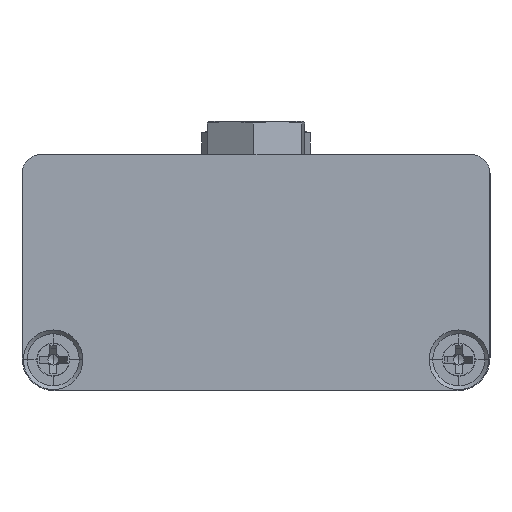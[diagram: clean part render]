
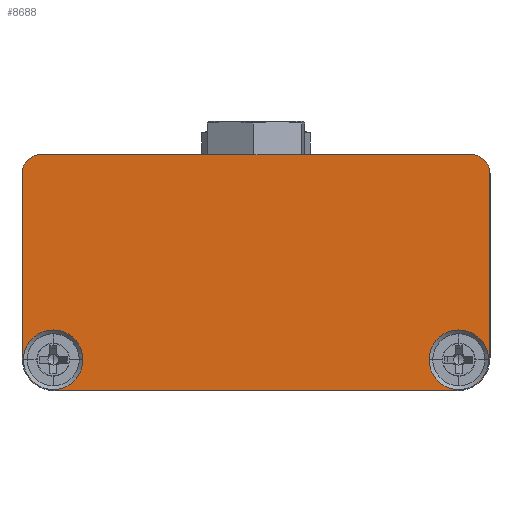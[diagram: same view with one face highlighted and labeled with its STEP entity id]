
A CAD part, front view. The second image highlights one B-rep face of the part: STEP entity #8688.
In plain terms, the highlighted face is planar.
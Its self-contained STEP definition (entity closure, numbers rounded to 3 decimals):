
#14 = VERTEX_POINT ( 'NONE', #8473 ) ;
#172 = DIRECTION ( 'NONE',  ( 1., 0., 0. ) ) ;
#207 = AXIS2_PLACEMENT_3D ( 'NONE', #6407, #10636, #4468 ) ;
#324 = VERTEX_POINT ( 'NONE', #12086 ) ;
#484 = EDGE_CURVE ( 'NONE', #12618, #14, #11405, .T. ) ;
#975 = CARTESIAN_POINT ( 'NONE',  ( 24.75, 10.5, 3. ) ) ;
#981 = CARTESIAN_POINT ( 'NONE',  ( -21.25, -12.5, 3. ) ) ;
#1069 = AXIS2_PLACEMENT_3D ( 'NONE', #9854, #2881, #7739 ) ;
#1078 = EDGE_CURVE ( 'NONE', #12067, #324, #7203, .T. ) ;
#1340 = EDGE_CURVE ( 'NONE', #10191, #6750, #10352, .T. ) ;
#1429 = CARTESIAN_POINT ( 'NONE',  ( 24.75, -12.5, 3. ) ) ;
#1681 = DIRECTION ( 'NONE',  ( 0., 0., 1. ) ) ;
#1689 = CIRCLE ( 'NONE', #1069, 3.15 ) ;
#1703 = AXIS2_PLACEMENT_3D ( 'NONE', #8118, #9109, #3140 ) ;
#1740 = ORIENTED_EDGE ( 'NONE', *, *, #12518, .T. ) ;
#1902 = ORIENTED_EDGE ( 'NONE', *, *, #484, .T. ) ;
#1921 = VECTOR ( 'NONE', #4731, 1000. ) ;
#1934 = LINE ( 'NONE', #13003, #1921 ) ;
#2133 = ORIENTED_EDGE ( 'NONE', *, *, #11204, .T. ) ;
#2205 = CARTESIAN_POINT ( 'NONE',  ( -24.75, 10.5, 3. ) ) ;
#2229 = CARTESIAN_POINT ( 'NONE',  ( -21.45, -9.2, 3. ) ) ;
#2348 = FACE_BOUND ( 'NONE', #10428, .T. ) ;
#2399 = DIRECTION ( 'NONE',  ( 0., -1., 0. ) ) ;
#2493 = CIRCLE ( 'NONE', #9286, 3.15 ) ;
#2494 = LINE ( 'NONE', #1429, #8731 ) ;
#2574 = EDGE_CURVE ( 'NONE', #11080, #11396, #1689, .T. ) ;
#2742 = ORIENTED_EDGE ( 'NONE', *, *, #1340, .T. ) ;
#2881 = DIRECTION ( 'NONE',  ( 0., 0., 1. ) ) ;
#3074 = CARTESIAN_POINT ( 'NONE',  ( -24.75, -9., 3. ) ) ;
#3092 = FACE_BOUND ( 'NONE', #3685, .T. ) ;
#3140 = DIRECTION ( 'NONE',  ( 1., 0., 0. ) ) ;
#3293 = CIRCLE ( 'NONE', #6053, 2. ) ;
#3347 = EDGE_CURVE ( 'NONE', #10164, #10191, #7444, .T. ) ;
#3411 = CIRCLE ( 'NONE', #1703, 3.5 ) ;
#3676 = VECTOR ( 'NONE', #6818, 1000. ) ;
#3685 = EDGE_LOOP ( 'NONE', ( #9706, #6583 ) ) ;
#3723 = ORIENTED_EDGE ( 'NONE', *, *, #3347, .T. ) ;
#3818 = DIRECTION ( 'NONE',  ( 1., 0., 0. ) ) ;
#4206 = DIRECTION ( 'NONE',  ( 0., 0., 1. ) ) ;
#4264 = EDGE_CURVE ( 'NONE', #11396, #11080, #6628, .T. ) ;
#4468 = DIRECTION ( 'NONE',  ( 1., 0., 0. ) ) ;
#4656 = VERTEX_POINT ( 'NONE', #6492 ) ;
#4731 = DIRECTION ( 'NONE',  ( -1., 0., 0. ) ) ;
#4840 = AXIS2_PLACEMENT_3D ( 'NONE', #6638, #10675, #5638 ) ;
#5308 = CARTESIAN_POINT ( 'NONE',  ( 21.45, -9.2, 3. ) ) ;
#5536 = FACE_OUTER_BOUND ( 'NONE', #5912, .T. ) ;
#5573 = EDGE_CURVE ( 'NONE', #4656, #12618, #5749, .T. ) ;
#5638 = DIRECTION ( 'NONE',  ( 1., 0., 0. ) ) ;
#5749 = LINE ( 'NONE', #9796, #3676 ) ;
#5812 = VERTEX_POINT ( 'NONE', #6930 ) ;
#5912 = EDGE_LOOP ( 'NONE', ( #11078, #1740, #3723, #2742, #2133, #11452, #6166, #1902 ) ) ;
#6053 = AXIS2_PLACEMENT_3D ( 'NONE', #7139, #4206, #10183 ) ;
#6166 = ORIENTED_EDGE ( 'NONE', *, *, #5573, .T. ) ;
#6220 = DIRECTION ( 'NONE',  ( 0., 0., 1. ) ) ;
#6407 = CARTESIAN_POINT ( 'NONE',  ( 0., 0., 3. ) ) ;
#6492 = CARTESIAN_POINT ( 'NONE',  ( 24.75, -9., 3. ) ) ;
#6583 = ORIENTED_EDGE ( 'NONE', *, *, #1078, .F. ) ;
#6628 = CIRCLE ( 'NONE', #12330, 3.15 ) ;
#6638 = CARTESIAN_POINT ( 'NONE',  ( 22.75, 10.5, 3. ) ) ;
#6750 = VERTEX_POINT ( 'NONE', #981 ) ;
#6818 = DIRECTION ( 'NONE',  ( 0., 1., 0. ) ) ;
#6930 = CARTESIAN_POINT ( 'NONE',  ( -22.75, 12.5, 3. ) ) ;
#7139 = CARTESIAN_POINT ( 'NONE',  ( -22.75, 10.5, 3. ) ) ;
#7203 = CIRCLE ( 'NONE', #11849, 3.15 ) ;
#7370 = DIRECTION ( 'NONE',  ( 1., 0., 0. ) ) ;
#7444 = LINE ( 'NONE', #11473, #8497 ) ;
#7607 = CARTESIAN_POINT ( 'NONE',  ( 18.3, -9.2, 3. ) ) ;
#7739 = DIRECTION ( 'NONE',  ( 1., 0., 0. ) ) ;
#8118 = CARTESIAN_POINT ( 'NONE',  ( 21.25, -9., 3. ) ) ;
#8299 = DIRECTION ( 'NONE',  ( 0., 0., 1. ) ) ;
#8465 = CARTESIAN_POINT ( 'NONE',  ( 21.25, -12.5, 3. ) ) ;
#8473 = CARTESIAN_POINT ( 'NONE',  ( 22.75, 12.5, 3. ) ) ;
#8497 = VECTOR ( 'NONE', #2399, 1000. ) ;
#8561 = EDGE_CURVE ( 'NONE', #324, #12067, #2493, .T. ) ;
#8688 = ADVANCED_FACE ( 'NONE', ( #3092, #2348, #5536 ), #9591, .T. ) ;
#8716 = CARTESIAN_POINT ( 'NONE',  ( -21.25, -9., 3. ) ) ;
#8731 = VECTOR ( 'NONE', #172, 1000. ) ;
#8850 = CARTESIAN_POINT ( 'NONE',  ( -21.45, -9.2, 3. ) ) ;
#9109 = DIRECTION ( 'NONE',  ( 0., 0., 1. ) ) ;
#9211 = CARTESIAN_POINT ( 'NONE',  ( 24.6, -9.2, 3. ) ) ;
#9286 = AXIS2_PLACEMENT_3D ( 'NONE', #8850, #12882, #3818 ) ;
#9591 = PLANE ( 'NONE',  #207 ) ;
#9706 = ORIENTED_EDGE ( 'NONE', *, *, #8561, .F. ) ;
#9796 = CARTESIAN_POINT ( 'NONE',  ( 24.75, -12.5, 3. ) ) ;
#9854 = CARTESIAN_POINT ( 'NONE',  ( 21.45, -9.2, 3. ) ) ;
#10087 = EDGE_CURVE ( 'NONE', #14, #5812, #1934, .T. ) ;
#10143 = EDGE_CURVE ( 'NONE', #11272, #4656, #3411, .T. ) ;
#10164 = VERTEX_POINT ( 'NONE', #2205 ) ;
#10183 = DIRECTION ( 'NONE',  ( 1., 0., 0. ) ) ;
#10191 = VERTEX_POINT ( 'NONE', #3074 ) ;
#10352 = CIRCLE ( 'NONE', #12034, 3.5 ) ;
#10428 = EDGE_LOOP ( 'NONE', ( #11065, #10627 ) ) ;
#10627 = ORIENTED_EDGE ( 'NONE', *, *, #4264, .F. ) ;
#10636 = DIRECTION ( 'NONE',  ( 0., 0., 1. ) ) ;
#10675 = DIRECTION ( 'NONE',  ( 0., 0., 1. ) ) ;
#11065 = ORIENTED_EDGE ( 'NONE', *, *, #2574, .F. ) ;
#11078 = ORIENTED_EDGE ( 'NONE', *, *, #10087, .T. ) ;
#11080 = VERTEX_POINT ( 'NONE', #9211 ) ;
#11204 = EDGE_CURVE ( 'NONE', #6750, #11272, #2494, .T. ) ;
#11272 = VERTEX_POINT ( 'NONE', #8465 ) ;
#11310 = DIRECTION ( 'NONE',  ( 1., 0., 0. ) ) ;
#11396 = VERTEX_POINT ( 'NONE', #7607 ) ;
#11405 = CIRCLE ( 'NONE', #4840, 2. ) ;
#11452 = ORIENTED_EDGE ( 'NONE', *, *, #10143, .T. ) ;
#11473 = CARTESIAN_POINT ( 'NONE',  ( -24.75, -12.5, 3. ) ) ;
#11849 = AXIS2_PLACEMENT_3D ( 'NONE', #2229, #6220, #11310 ) ;
#11893 = DIRECTION ( 'NONE',  ( 1., 0., 0. ) ) ;
#12034 = AXIS2_PLACEMENT_3D ( 'NONE', #8716, #1681, #11893 ) ;
#12067 = VERTEX_POINT ( 'NONE', #12431 ) ;
#12086 = CARTESIAN_POINT ( 'NONE',  ( -18.3, -9.2, 3. ) ) ;
#12330 = AXIS2_PLACEMENT_3D ( 'NONE', #5308, #8299, #7370 ) ;
#12431 = CARTESIAN_POINT ( 'NONE',  ( -24.6, -9.2, 3. ) ) ;
#12518 = EDGE_CURVE ( 'NONE', #5812, #10164, #3293, .T. ) ;
#12618 = VERTEX_POINT ( 'NONE', #975 ) ;
#12882 = DIRECTION ( 'NONE',  ( 0., 0., 1. ) ) ;
#13003 = CARTESIAN_POINT ( 'NONE',  ( 24.75, 12.5, 3. ) ) ;
